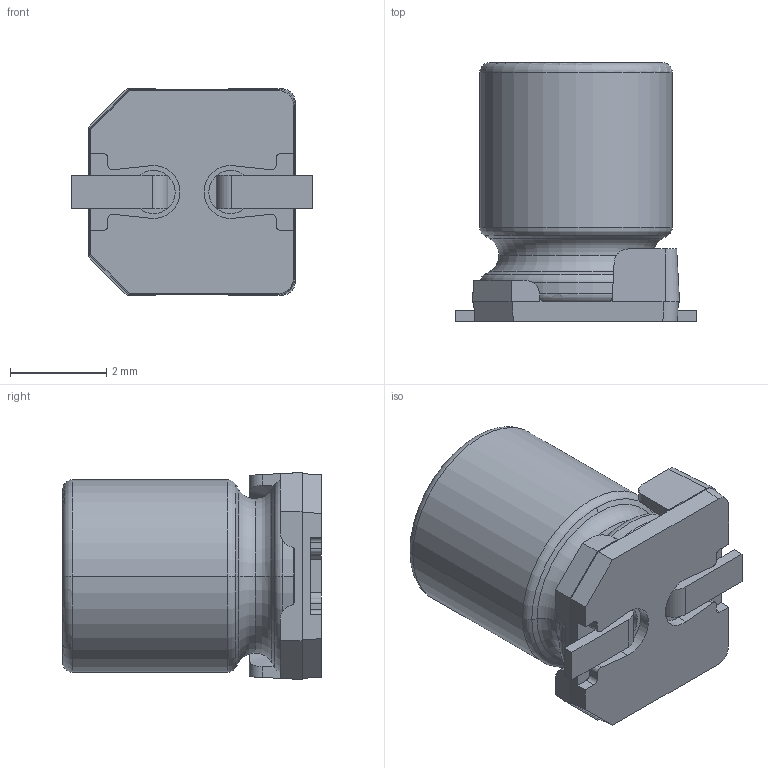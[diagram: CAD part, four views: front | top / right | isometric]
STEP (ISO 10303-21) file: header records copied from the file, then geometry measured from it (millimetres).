
FILE_DESCRIPTION (( 'STEP AP214' ), '1' );
FILE_NAME ('10SVPS10M.STEP', '2021-10-02T01:17:19', ( '' ), ( '' ), 'SwSTEP 2.0', 'SolidWorks 2017', '' );
FILE_SCHEMA (( 'AUTOMOTIVE_DESIGN' ));
Length unit declared in the file: millimetre
Products named in the file (1): 10SVPS10M
Bounding box: 5 x 5.37 x 4.3 mm (x, y, z)
Volume: 69.2 mm3; surface area: 152.2 mm2
Topology: 4 solids, 4 shells, 151 faces, 404 edges, 261 vertices
Faces by surface type: plane 71, cylinder 43, torus 18, cone 11, bspline 8
Entity records: 5355 total; most frequent: CARTESIAN_POINT 1587, ORIENTED_EDGE 808, DIRECTION 727, EDGE_CURVE 404, VERTEX_POINT 261, AXIS2_PLACEMENT_3D 243, VECTOR 241, LINE 241
